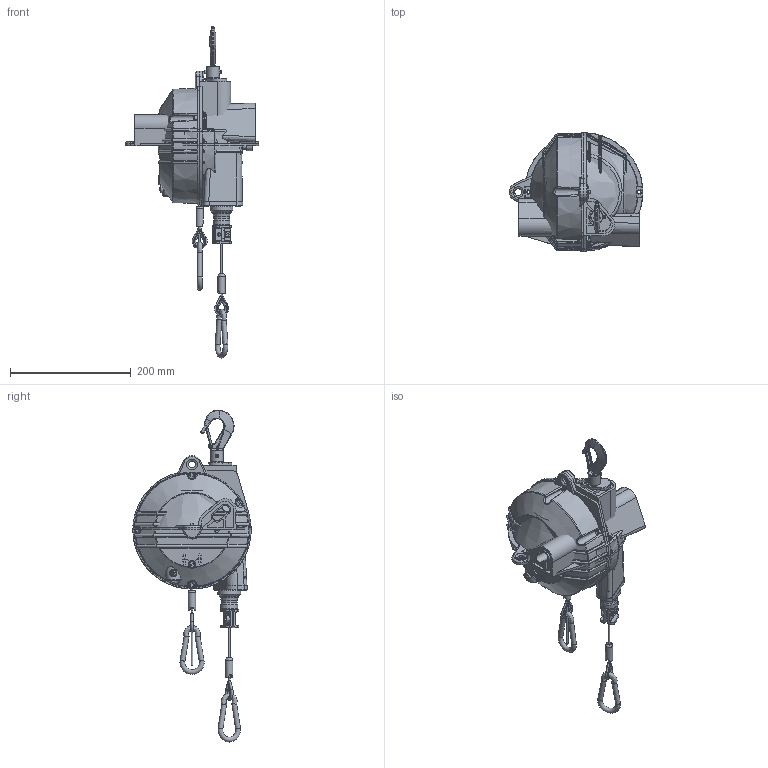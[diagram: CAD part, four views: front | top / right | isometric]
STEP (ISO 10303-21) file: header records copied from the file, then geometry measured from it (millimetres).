
FILE_DESCRIPTION( ( 'Unknown' ), '1' );
FILE_NAME( '9354-55-56-57-58-59.stp', 'Unknown', ( 'Unknown' ), ( 'Unknown' ), 'XStep 1.0', 'Unknown', ' ' );
FILE_SCHEMA( ( 'automotive_design' ) );
Length unit declared in the file: millimetre
Products named in the file (25): Assem1; Assem2; Assem3; 20114; 22024; 20667; 20115; 32042; V-tcei_M6x_10; 33157; 33020; 20663; 33098; 71147; DADO AUTOBLOCCANTE ES_M3; 49282; 49281; V-tcei_M3x_25; leva gancio 9359; V-tcei_M5x_16; Dado Esagonale_M5; 33099; 33158; 33035; 33029
Bounding box: 221.54 x 196.06 x 550.51 mm (x, y, z)
Volume: 1717610.1 mm3; surface area: 707260.7 mm2
Topology: 69 solids, 69 shells, 3005 faces, 7495 edges, 4568 vertices
Faces by surface type: plane 1278, cylinder 724, bspline 424, torus 264, cone 241, sphere 74
Full cylindrical faces by diameter (mm): 2.15 x2, 3 x20, 3.25 x2, 3.5 x4, 4 x20, 4.134 x2, 4.917 x13, 5 x16, 5.5 x26, 6 x9, 6.1 x2, 6.5 x5, 7 x7, 8 x16, 8.5 x11, 9 x2, 9.5 x2, 10 x9, 10.2 x2, 10.848 x2, 11 x2, 11.5 x2, 11.835 x2, 12 x8, 13.2 x2, 16 x6, 16.2 x2, 19 x2, 21 x2, 28 x3
Entity records: 51251 total; most frequent: CARTESIAN_POINT 23757, ORIENTED_EDGE 5698, DIRECTION 5363, EDGE_CURVE 2849, AXIS2_PLACEMENT_3D 2120, VERTEX_POINT 1815, EDGE_LOOP 1470, FACE_OUTER_BOUND 1341
